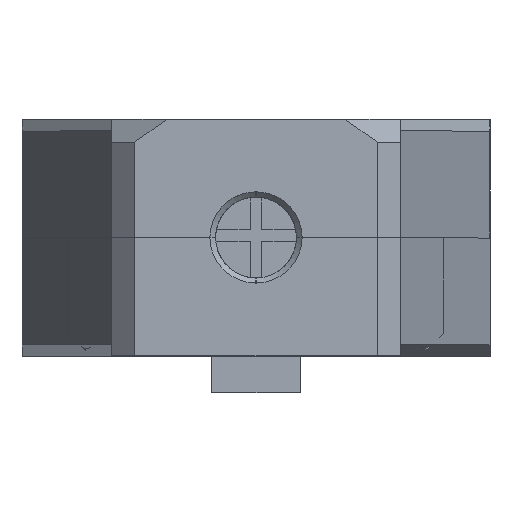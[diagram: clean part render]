
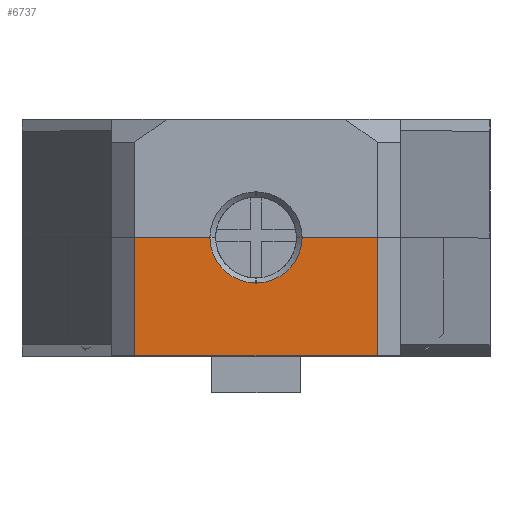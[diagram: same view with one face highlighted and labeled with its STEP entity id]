
A CAD part, top view. The second image highlights one B-rep face of the part: STEP entity #6737.
In plain terms, the highlighted face is planar.
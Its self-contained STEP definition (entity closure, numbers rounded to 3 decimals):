
#606 = VECTOR ( 'NONE', #8085, 1000. ) ;
#856 = CARTESIAN_POINT ( 'NONE',  ( 18., 3.6, -6.625 ) ) ;
#936 = DIRECTION ( 'NONE',  ( 0., -1., 0. ) ) ;
#1019 = CARTESIAN_POINT ( 'NONE',  ( 18., 7.25, -1.375 ) ) ;
#1316 = ORIENTED_EDGE ( 'NONE', *, *, #8309, .T. ) ;
#1488 = CARTESIAN_POINT ( 'NONE',  ( 18., 5.6, -6.625 ) ) ;
#1915 = FACE_OUTER_BOUND ( 'NONE', #6970, .T. ) ;
#2091 = LINE ( 'NONE', #5495, #7704 ) ;
#2229 = DIRECTION ( 'NONE',  ( -1., 0., 0. ) ) ;
#2239 = CARTESIAN_POINT ( 'NONE',  ( 18., 5.6, -8.625 ) ) ;
#2247 = LINE ( 'NONE', #1019, #3313 ) ;
#2297 = CARTESIAN_POINT ( 'NONE',  ( 18., 3.625, -11.875 ) ) ;
#2614 = AXIS2_PLACEMENT_3D ( 'NONE', #9477, #11651, #12944 ) ;
#3313 = VECTOR ( 'NONE', #936, 1000. ) ;
#4088 = VERTEX_POINT ( 'NONE', #4496 ) ;
#4319 = EDGE_CURVE ( 'NONE', #13374, #5725, #2247, .T. ) ;
#4429 = EDGE_CURVE ( 'NONE', #5251, #5484, #2091, .T. ) ;
#4496 = CARTESIAN_POINT ( 'NONE',  ( 18., 5.6, -6.625 ) ) ;
#4743 = EDGE_CURVE ( 'NONE', #4088, #5251, #12788, .T. ) ;
#4751 = LINE ( 'NONE', #10942, #606 ) ;
#5251 = VERTEX_POINT ( 'NONE', #8034 ) ;
#5357 = CARTESIAN_POINT ( 'NONE',  ( 18., 3.625, -4.625 ) ) ;
#5484 = VERTEX_POINT ( 'NONE', #2297 ) ;
#5495 = CARTESIAN_POINT ( 'NONE',  ( 18., 3.625, -12.875 ) ) ;
#5556 = DIRECTION ( 'NONE',  ( 0., 0., 1. ) ) ;
#5725 = VERTEX_POINT ( 'NONE', #6543 ) ;
#5871 = ORIENTED_EDGE ( 'NONE', *, *, #4743, .T. ) ;
#6069 = CARTESIAN_POINT ( 'NONE',  ( 18., 8.75, -1.375 ) ) ;
#6223 = CIRCLE ( 'NONE', #9964, 2. ) ;
#6543 = CARTESIAN_POINT ( 'NONE',  ( 18., 3.625, -1.375 ) ) ;
#6737 = ADVANCED_FACE ( 'NONE', ( #1915 ), #11785, .T. ) ;
#6970 = EDGE_LOOP ( 'NONE', ( #7335, #13713, #10816, #13828, #1316, #7532, #9169, #5871 ) ) ;
#7335 = ORIENTED_EDGE ( 'NONE', *, *, #4429, .T. ) ;
#7532 = ORIENTED_EDGE ( 'NONE', *, *, #13503, .T. ) ;
#7588 = DIRECTION ( 'NONE',  ( -1., 0., 0. ) ) ;
#7704 = VECTOR ( 'NONE', #8942, 1000. ) ;
#8034 = CARTESIAN_POINT ( 'NONE',  ( 18., 3.625, -8.625 ) ) ;
#8085 = DIRECTION ( 'NONE',  ( 0., 0., 1. ) ) ;
#8173 = DIRECTION ( 'NONE',  ( 0., 1., 0. ) ) ;
#8309 = EDGE_CURVE ( 'NONE', #5725, #13642, #10958, .T. ) ;
#8700 = CARTESIAN_POINT ( 'NONE',  ( 18., 3.6, -6.625 ) ) ;
#8821 = VECTOR ( 'NONE', #8173, 1000. ) ;
#8942 = DIRECTION ( 'NONE',  ( 0., 0., -1. ) ) ;
#9169 = ORIENTED_EDGE ( 'NONE', *, *, #10378, .F. ) ;
#9477 = CARTESIAN_POINT ( 'NONE',  ( 18., 7.25, -0.375 ) ) ;
#9964 = AXIS2_PLACEMENT_3D ( 'NONE', #856, #7588, #10639 ) ;
#9991 = DIRECTION ( 'NONE',  ( 0., 0., -1. ) ) ;
#9993 = CARTESIAN_POINT ( 'NONE',  ( 18., 3.625, -4.625 ) ) ;
#10275 = CARTESIAN_POINT ( 'NONE',  ( 18., 7.25, -11.875 ) ) ;
#10378 = EDGE_CURVE ( 'NONE', #4088, #11469, #11155, .T. ) ;
#10472 = AXIS2_PLACEMENT_3D ( 'NONE', #8700, #2229, #9991 ) ;
#10639 = DIRECTION ( 'NONE',  ( 0., 0., -1. ) ) ;
#10808 = DIRECTION ( 'NONE',  ( 0., 0., -1. ) ) ;
#10816 = ORIENTED_EDGE ( 'NONE', *, *, #11453, .T. ) ;
#10942 = CARTESIAN_POINT ( 'NONE',  ( 18., 8.75, -12.875 ) ) ;
#10958 = LINE ( 'NONE', #5357, #14221 ) ;
#11155 = LINE ( 'NONE', #2239, #12611 ) ;
#11279 = CARTESIAN_POINT ( 'NONE',  ( 18., 8.75, -11.875 ) ) ;
#11453 = EDGE_CURVE ( 'NONE', #13616, #13374, #4751, .T. ) ;
#11469 = VERTEX_POINT ( 'NONE', #1488 ) ;
#11651 = DIRECTION ( 'NONE',  ( 1., 0., 0. ) ) ;
#11785 = PLANE ( 'NONE',  #2614 ) ;
#12611 = VECTOR ( 'NONE', #5556, 1000. ) ;
#12788 = CIRCLE ( 'NONE', #10472, 2. ) ;
#12944 = DIRECTION ( 'NONE',  ( 0., 0., -1. ) ) ;
#13374 = VERTEX_POINT ( 'NONE', #6069 ) ;
#13503 = EDGE_CURVE ( 'NONE', #13642, #11469, #6223, .T. ) ;
#13616 = VERTEX_POINT ( 'NONE', #11279 ) ;
#13642 = VERTEX_POINT ( 'NONE', #9993 ) ;
#13696 = LINE ( 'NONE', #10275, #8821 ) ;
#13713 = ORIENTED_EDGE ( 'NONE', *, *, #13968, .T. ) ;
#13828 = ORIENTED_EDGE ( 'NONE', *, *, #4319, .T. ) ;
#13968 = EDGE_CURVE ( 'NONE', #5484, #13616, #13696, .T. ) ;
#14221 = VECTOR ( 'NONE', #10808, 1000. ) ;
